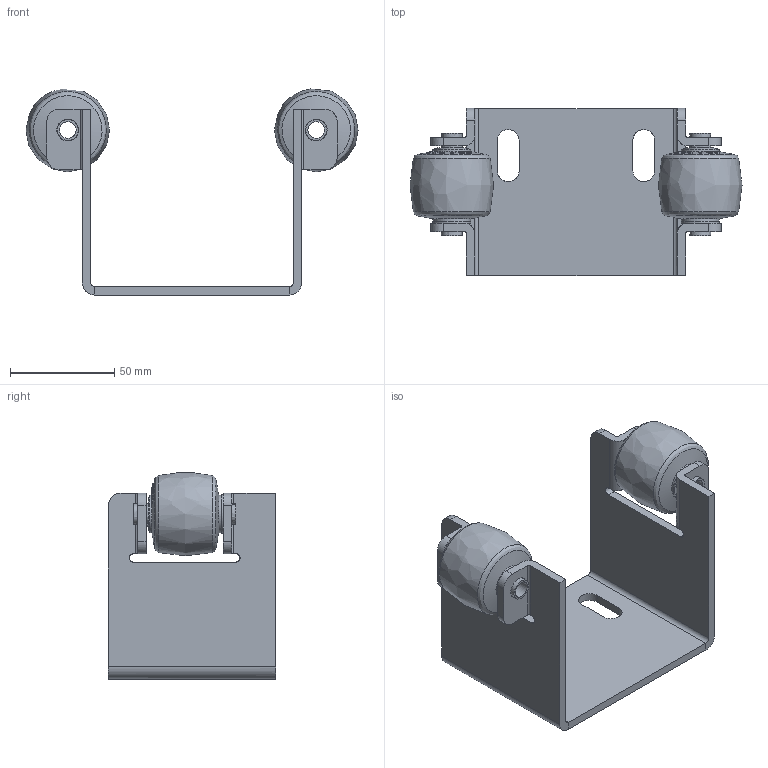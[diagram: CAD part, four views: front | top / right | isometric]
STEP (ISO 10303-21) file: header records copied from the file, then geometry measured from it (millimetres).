
FILE_DESCRIPTION(('STEP AP203'), '1');
FILE_NAME('×åðòåæ1', '2015-09-28T12:18:20', (''), (''), 'ASCON STEP Converter 1.3', 'ASCON Math Kernel', '');
FILE_SCHEMA(('CONFIG_CONTROL_DESIGN'));
Length unit declared in the file: millimetre
Products named in the file (2): 4; 5
Assembly tree (1 placements, depth 2):
  4
    5
Bounding box: 159 x 80 x 98.66 mm (x, y, z)
Surface area: 64114 mm2 (no closed solid volume)
Topology: 0 solids, 3 shells, 601 faces, 1725 edges, 1142 vertices
Faces by surface type: bspline 372, plane 229
Entity records: 44551 total; most frequent: CARTESIAN_POINT 28261, ORIENTED_EDGE 3378, EDGE_CURVE 1691, B_SPLINE_CURVE_WITH_KNOTS 1374, VERTEX_POINT 1142, DIRECTION 773, EDGE_LOOP 673, FACE_BOUND 643
